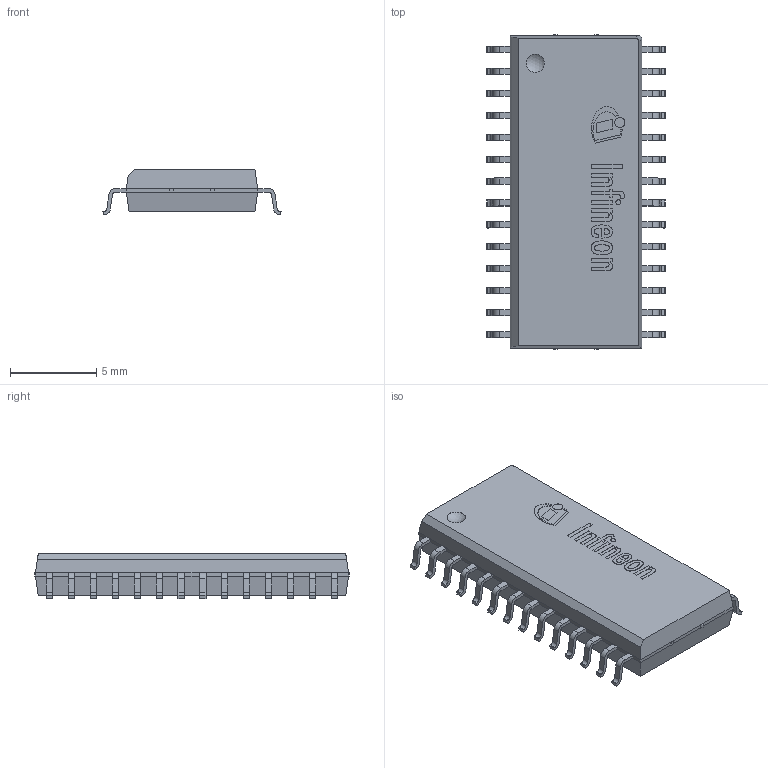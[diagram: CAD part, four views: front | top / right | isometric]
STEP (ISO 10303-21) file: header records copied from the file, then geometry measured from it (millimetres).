
FILE_DESCRIPTION(/* description */ (''),/* implementation_level */ '2;1');
FILE_NAME(/* name */ 'PG-DSO-28-38_Z8B00004322_V14_3D.stp',/* time_stamp */ '2021-03-10T12:14:47+06:00',/* author */ ('janartha'),/* organization */ (''),/* preprocessor_version */ 'ST-DEVELOPER v16.13',/* originating_system */ 'AutoCAD Mechanical',/* authorisation */ '');
FILE_SCHEMA (('AUTOMOTIVE_DESIGN { 1 0 10303 214 3 1 1 }'));
Length unit declared in the file: millimetre
Products named in the file (1): Product
Bounding box: 10.3 x 18.2 x 2.66 mm (x, y, z)
Volume: 330.4 mm3; surface area: 1022.9 mm2
Topology: 48 solids, 48 shells, 654 faces, 1664 edges, 1109 vertices
Faces by surface type: plane 412, cylinder 235, torus 4, sphere 3
Full cylindrical faces by diameter (mm): 0.284 x1, 0.586 x1, 1.058 x2, 1.5 x1, 2.4 x1
Entity records: 19707 total; most frequent: DIRECTION 3435, CARTESIAN_POINT 3412, ORIENTED_EDGE 3302, EDGE_CURVE 1651, LINE 1177, VECTOR 1177, AXIS2_PLACEMENT_3D 1129, VERTEX_POINT 1106
